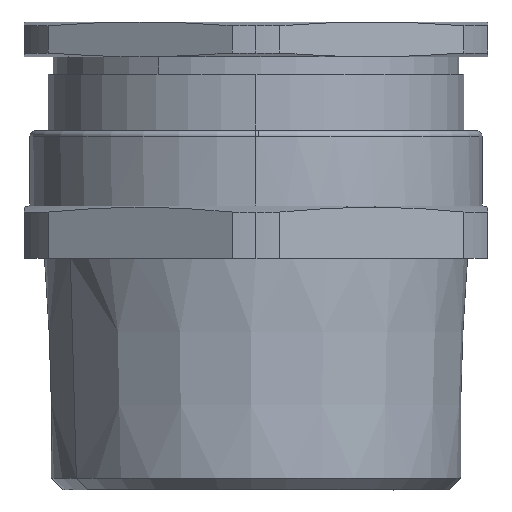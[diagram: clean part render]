
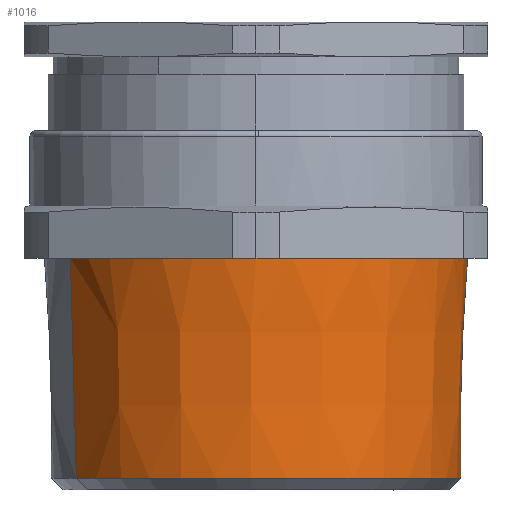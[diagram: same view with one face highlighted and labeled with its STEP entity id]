
A CAD part, front view. The second image highlights one B-rep face of the part: STEP entity #1016.
In plain terms, the highlighted conical face has half-angle 1.78 degrees and reference radius 35.257 mm.
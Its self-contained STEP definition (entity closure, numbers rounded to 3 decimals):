
#913=AXIS2_PLACEMENT_3D('Circle Axis2P3D',#911,#912,$) ;
#995=AXIS2_PLACEMENT_3D('Cone Axis2P3D',#992,#993,#994) ;
#999=AXIS2_PLACEMENT_3D('Circle Axis2P3D',#997,#998,$) ;
#1006=AXIS2_PLACEMENT_3D('Circle Axis2P3D',#1004,#1005,$) ;
#867=CARTESIAN_POINT('Vertex',(9.005,27.067,1.999)) ;
#891=CARTESIAN_POINT('Vertex',(70.995,60.933,1.999)) ;
#911=CARTESIAN_POINT('Axis2P3D Location',(40.,44.,1.999)) ;
#957=CARTESIAN_POINT('Line Origine',(-13605.145,-7410.377,499191.478)) ;
#961=CARTESIAN_POINT('Vertex',(7.968,26.501,40.)) ;
#975=CARTESIAN_POINT('Vertex',(72.032,61.499,40.)) ;
#978=CARTESIAN_POINT('Line Origine',(13685.145,7498.377,499191.478)) ;
#992=CARTESIAN_POINT('Axis2P3D Location',(40.,44.,0.)) ;
#997=CARTESIAN_POINT('Axis2P3D Location',(40.,44.,40.)) ;
#1001=CARTESIAN_POINT('Vertex',(40.,7.5,40.)) ;
#1004=CARTESIAN_POINT('Axis2P3D Location',(40.,44.,40.)) ;
#912=DIRECTION('Axis2P3D Direction',(0.,0.,1.)) ;
#958=DIRECTION('Vector Direction',(-0.027,-0.015,1.)) ;
#979=DIRECTION('Vector Direction',(0.027,0.015,1.)) ;
#993=DIRECTION('Axis2P3D Direction',(0.,0.,1.)) ;
#994=DIRECTION('Axis2P3D XDirection',(-0.878,-0.479,0.)) ;
#998=DIRECTION('Axis2P3D Direction',(0.,0.,1.)) ;
#1005=DIRECTION('Axis2P3D Direction',(0.,0.,1.)) ;
#959=VECTOR('Line Direction',#958,1.) ;
#980=VECTOR('Line Direction',#979,1.) ;
#1010=ORIENTED_EDGE('',*,*,#982,.T.) ;
#1011=ORIENTED_EDGE('',*,*,#1003,.T.) ;
#1012=ORIENTED_EDGE('',*,*,#1008,.T.) ;
#1013=ORIENTED_EDGE('',*,*,#963,.F.) ;
#1014=ORIENTED_EDGE('',*,*,#915,.T.) ;
#1016=ADVANCED_FACE('PartBody',(#1015),#996,.T.) ;
#914=CIRCLE('generated circle',#913,35.319) ;
#1000=CIRCLE('generated circle',#999,36.5) ;
#1007=CIRCLE('generated circle',#1006,36.5) ;
#996=CONICAL_SURFACE('Cone',#995,35.257,0.031) ;
#915=EDGE_CURVE('',#868,#892,#914,.T.) ;
#963=EDGE_CURVE('',#868,#962,#960,.T.) ;
#982=EDGE_CURVE('',#892,#976,#981,.T.) ;
#1003=EDGE_CURVE('',#976,#1002,#1000,.F.) ;
#1008=EDGE_CURVE('',#1002,#962,#1007,.F.) ;
#1009=EDGE_LOOP('',(#1010,#1011,#1012,#1013,#1014)) ;
#1015=FACE_OUTER_BOUND('',#1009,.T.) ;
#960=LINE('Line',#957,#959) ;
#981=LINE('Line',#978,#980) ;
#868=VERTEX_POINT('',#867) ;
#892=VERTEX_POINT('',#891) ;
#962=VERTEX_POINT('',#961) ;
#976=VERTEX_POINT('',#975) ;
#1002=VERTEX_POINT('',#1001) ;
